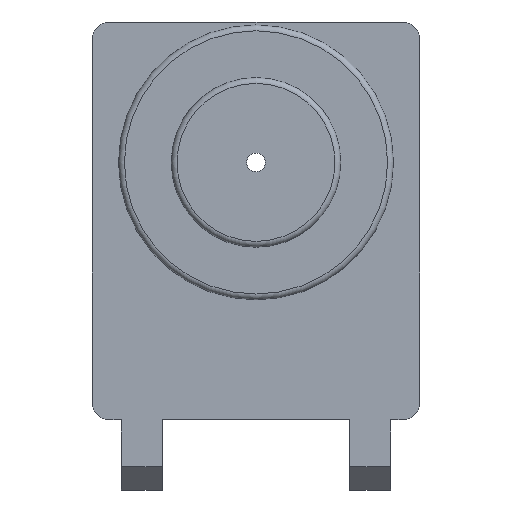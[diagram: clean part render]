
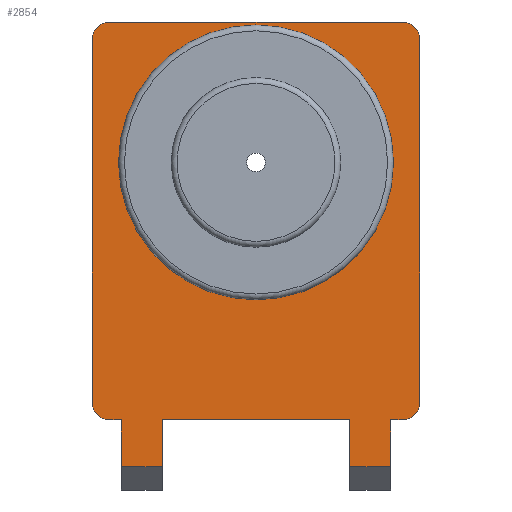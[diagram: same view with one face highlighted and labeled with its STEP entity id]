
A CAD part, front view. The second image highlights one B-rep face of the part: STEP entity #2854.
In plain terms, the highlighted planar face has unit normal (0, -1, 0).
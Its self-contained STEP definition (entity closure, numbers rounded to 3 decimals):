
#31=FACE_BOUND('',#428,.T.);
#59=CIRCLE('',#3034,3.);
#60=CIRCLE('',#3035,3.);
#61=CIRCLE('',#3036,3.);
#62=CIRCLE('',#3037,3.);
#63=CIRCLE('',#3038,23.5);
#172=PLANE('',#3033);
#270=FACE_OUTER_BOUND('',#427,.T.);
#427=EDGE_LOOP('',(#1994,#1995,#1996,#1997,#1998,#1999,#2000,#2001,#2002,
#2003,#2004,#2005,#2006,#2007,#2008,#2009));
#428=EDGE_LOOP('',(#2010));
#621=LINE('',#4167,#922);
#638=LINE('',#4210,#939);
#648=LINE('',#4230,#949);
#649=LINE('',#4233,#950);
#650=LINE('',#4235,#951);
#651=LINE('',#4237,#952);
#652=LINE('',#4238,#953);
#653=LINE('',#4240,#954);
#654=LINE('',#4244,#955);
#655=LINE('',#4248,#956);
#656=LINE('',#4252,#957);
#657=LINE('',#4255,#958);
#922=VECTOR('',#3313,10.);
#939=VECTOR('',#3352,10.);
#949=VECTOR('',#3372,10.);
#950=VECTOR('',#3375,10.);
#951=VECTOR('',#3376,10.);
#952=VECTOR('',#3377,10.);
#953=VECTOR('',#3378,10.);
#954=VECTOR('',#3379,10.);
#955=VECTOR('',#3382,10.);
#956=VECTOR('',#3385,10.);
#957=VECTOR('',#3388,10.);
#958=VECTOR('',#3391,10.);
#1222=VERTEX_POINT('',#4164);
#1223=VERTEX_POINT('',#4166);
#1237=VERTEX_POINT('',#4207);
#1238=VERTEX_POINT('',#4209);
#1243=VERTEX_POINT('',#4228);
#1244=VERTEX_POINT('',#4232);
#1245=VERTEX_POINT('',#4234);
#1246=VERTEX_POINT('',#4236);
#1247=VERTEX_POINT('',#4239);
#1248=VERTEX_POINT('',#4241);
#1249=VERTEX_POINT('',#4243);
#1250=VERTEX_POINT('',#4245);
#1251=VERTEX_POINT('',#4247);
#1252=VERTEX_POINT('',#4249);
#1253=VERTEX_POINT('',#4251);
#1254=VERTEX_POINT('',#4253);
#1255=VERTEX_POINT('',#4256);
#1505=EDGE_CURVE('',#1222,#1223,#621,.T.);
#1526=EDGE_CURVE('',#1237,#1238,#638,.T.);
#1536=EDGE_CURVE('',#1243,#1222,#648,.T.);
#1537=EDGE_CURVE('',#1244,#1243,#649,.T.);
#1538=EDGE_CURVE('',#1244,#1245,#650,.T.);
#1539=EDGE_CURVE('',#1246,#1245,#651,.T.);
#1540=EDGE_CURVE('',#1238,#1246,#652,.T.);
#1541=EDGE_CURVE('',#1237,#1247,#653,.T.);
#1542=EDGE_CURVE('',#1248,#1247,#59,.T.);
#1543=EDGE_CURVE('',#1248,#1249,#654,.T.);
#1544=EDGE_CURVE('',#1250,#1249,#60,.T.);
#1545=EDGE_CURVE('',#1250,#1251,#655,.T.);
#1546=EDGE_CURVE('',#1252,#1251,#61,.T.);
#1547=EDGE_CURVE('',#1252,#1253,#656,.T.);
#1548=EDGE_CURVE('',#1254,#1253,#62,.T.);
#1549=EDGE_CURVE('',#1254,#1223,#657,.T.);
#1550=EDGE_CURVE('',#1255,#1255,#63,.T.);
#1994=ORIENTED_EDGE('',*,*,#1536,.F.);
#1995=ORIENTED_EDGE('',*,*,#1537,.F.);
#1996=ORIENTED_EDGE('',*,*,#1538,.T.);
#1997=ORIENTED_EDGE('',*,*,#1539,.F.);
#1998=ORIENTED_EDGE('',*,*,#1540,.F.);
#1999=ORIENTED_EDGE('',*,*,#1526,.F.);
#2000=ORIENTED_EDGE('',*,*,#1541,.T.);
#2001=ORIENTED_EDGE('',*,*,#1542,.F.);
#2002=ORIENTED_EDGE('',*,*,#1543,.T.);
#2003=ORIENTED_EDGE('',*,*,#1544,.F.);
#2004=ORIENTED_EDGE('',*,*,#1545,.T.);
#2005=ORIENTED_EDGE('',*,*,#1546,.F.);
#2006=ORIENTED_EDGE('',*,*,#1547,.T.);
#2007=ORIENTED_EDGE('',*,*,#1548,.F.);
#2008=ORIENTED_EDGE('',*,*,#1549,.T.);
#2009=ORIENTED_EDGE('',*,*,#1505,.F.);
#2010=ORIENTED_EDGE('',*,*,#1550,.T.);
#2854=ADVANCED_FACE('',(#270,#31),#172,.F.);
#3033=AXIS2_PLACEMENT_3D('',#4231,#3373,#3374);
#3034=AXIS2_PLACEMENT_3D('',#4242,#3380,#3381);
#3035=AXIS2_PLACEMENT_3D('',#4246,#3383,#3384);
#3036=AXIS2_PLACEMENT_3D('',#4250,#3386,#3387);
#3037=AXIS2_PLACEMENT_3D('',#4254,#3389,#3390);
#3038=AXIS2_PLACEMENT_3D('',#4257,#3392,#3393);
#3313=DIRECTION('',(0.,0.,1.));
#3352=DIRECTION('',(0.,0.,-1.));
#3372=DIRECTION('',(-1.,0.,0.));
#3373=DIRECTION('center_axis',(0.,1.,0.));
#3374=DIRECTION('ref_axis',(0.,0.,1.));
#3375=DIRECTION('',(0.,0.,-1.));
#3376=DIRECTION('',(1.,0.,0.));
#3377=DIRECTION('',(0.,0.,1.));
#3378=DIRECTION('',(-1.,0.,0.));
#3379=DIRECTION('',(1.,0.,0.));
#3380=DIRECTION('center_axis',(0.,1.,0.));
#3381=DIRECTION('ref_axis',(0.707,0.,-0.707));
#3382=DIRECTION('',(0.,0.,1.));
#3383=DIRECTION('center_axis',(0.,1.,0.));
#3384=DIRECTION('ref_axis',(0.707,0.,0.707));
#3385=DIRECTION('',(-1.,0.,0.));
#3386=DIRECTION('center_axis',(0.,1.,0.));
#3387=DIRECTION('ref_axis',(-0.707,0.,0.707));
#3388=DIRECTION('',(0.,0.,-1.));
#3389=DIRECTION('center_axis',(0.,1.,0.));
#3390=DIRECTION('ref_axis',(-0.707,0.,-0.707));
#3391=DIRECTION('',(1.,0.,0.));
#3392=DIRECTION('center_axis',(0.,1.,0.));
#3393=DIRECTION('ref_axis',(1.,0.,0.));
#4164=CARTESIAN_POINT('',(-23.,56.2,-60.));
#4166=CARTESIAN_POINT('',(-23.,56.2,-52.));
#4167=CARTESIAN_POINT('',(-23.,56.2,-55.));
#4207=CARTESIAN_POINT('',(23.,56.2,-52.));
#4209=CARTESIAN_POINT('',(23.,56.2,-60.));
#4210=CARTESIAN_POINT('',(23.,56.2,-61.));
#4228=CARTESIAN_POINT('',(-16.,56.2,-60.));
#4230=CARTESIAN_POINT('',(-11.5,56.2,-60.));
#4231=CARTESIAN_POINT('Origin',(0.,56.2,-18.));
#4232=CARTESIAN_POINT('',(-16.,56.2,-52.));
#4233=CARTESIAN_POINT('',(-16.,56.2,-61.));
#4234=CARTESIAN_POINT('',(16.,56.2,-52.));
#4235=CARTESIAN_POINT('',(-14.,56.2,-52.));
#4236=CARTESIAN_POINT('',(16.,56.2,-60.));
#4237=CARTESIAN_POINT('',(16.,56.2,-55.));
#4238=CARTESIAN_POINT('',(8.,56.2,-60.));
#4239=CARTESIAN_POINT('',(25.,56.2,-52.));
#4240=CARTESIAN_POINT('',(-14.,56.2,-52.));
#4241=CARTESIAN_POINT('',(28.,56.2,-49.));
#4242=CARTESIAN_POINT('Origin',(25.,56.2,-49.));
#4243=CARTESIAN_POINT('',(28.,56.2,13.));
#4244=CARTESIAN_POINT('',(28.,56.2,-35.));
#4245=CARTESIAN_POINT('',(25.,56.2,16.));
#4246=CARTESIAN_POINT('Origin',(25.,56.2,13.));
#4247=CARTESIAN_POINT('',(-25.,56.2,16.));
#4248=CARTESIAN_POINT('',(14.,56.2,16.));
#4249=CARTESIAN_POINT('',(-28.,56.2,13.));
#4250=CARTESIAN_POINT('Origin',(-25.,56.2,13.));
#4251=CARTESIAN_POINT('',(-28.,56.2,-49.));
#4252=CARTESIAN_POINT('',(-28.,56.2,-1.));
#4253=CARTESIAN_POINT('',(-25.,56.2,-52.));
#4254=CARTESIAN_POINT('Origin',(-25.,56.2,-49.));
#4255=CARTESIAN_POINT('',(-14.,56.2,-52.));
#4256=CARTESIAN_POINT('',(-23.5,56.2,-8.));
#4257=CARTESIAN_POINT('Origin',(0.,56.2,-8.));
